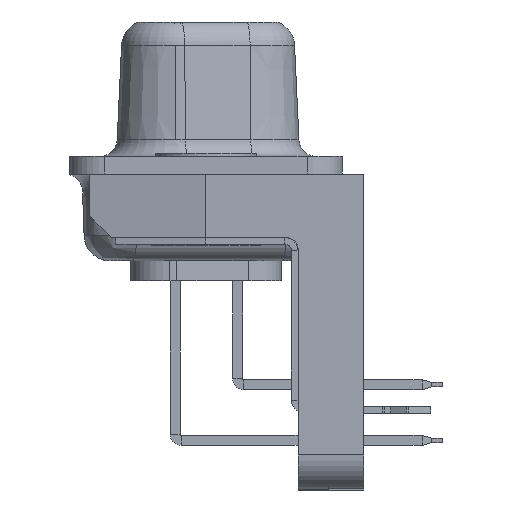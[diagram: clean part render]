
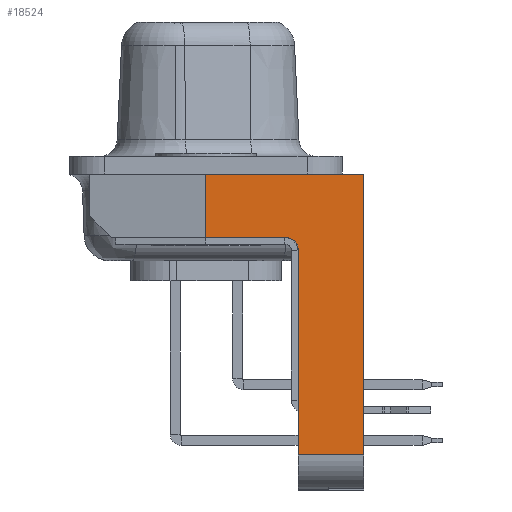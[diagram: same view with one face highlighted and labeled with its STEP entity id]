
A CAD part, left-side view. The second image highlights one B-rep face of the part: STEP entity #18524.
In plain terms, the highlighted planar face has unit normal (-1, 0, 0).
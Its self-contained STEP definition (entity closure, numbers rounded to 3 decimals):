
#509=CIRCLE('',#19697,0.5);
#1073=VERTEX_POINT('',#26281);
#1074=VERTEX_POINT('',#26283);
#1257=VERTEX_POINT('',#26671);
#1258=VERTEX_POINT('',#26672);
#1284=VERTEX_POINT('',#26743);
#1285=VERTEX_POINT('',#26745);
#1361=VERTEX_POINT('',#26973);
#2787=VECTOR('',#21442,1.);
#2971=VECTOR('',#21660,1.);
#3001=VECTOR('',#21709,1.);
#3101=VECTOR('',#21878,1.);
#3102=VECTOR('',#21880,1.);
#3103=VECTOR('',#21881,1.);
#5016=LINE('',#26282,#2787);
#5200=LINE('',#26670,#2971);
#5230=LINE('',#26744,#3001);
#5330=LINE('',#26970,#3101);
#5331=LINE('',#26972,#3102);
#5332=LINE('',#26974,#3103);
#7246=EDGE_CURVE('',#1073,#1074,#5016,.T.);
#7441=EDGE_CURVE('',#1257,#1258,#5200,.T.);
#7451=EDGE_CURVE('',#1074,#1257,#509,.T.);
#7477=EDGE_CURVE('',#1284,#1285,#5230,.T.);
#7591=EDGE_CURVE('',#1285,#1073,#5330,.T.);
#7592=EDGE_CURVE('',#1284,#1361,#5331,.T.);
#7593=EDGE_CURVE('',#1361,#1258,#5332,.T.);
#10588=ORIENTED_EDGE('',*,*,#7591,.F.);
#10589=ORIENTED_EDGE('',*,*,#7477,.F.);
#10590=ORIENTED_EDGE('',*,*,#7592,.T.);
#10591=ORIENTED_EDGE('',*,*,#7593,.T.);
#10592=ORIENTED_EDGE('',*,*,#7441,.F.);
#10593=ORIENTED_EDGE('',*,*,#7451,.F.);
#10594=ORIENTED_EDGE('',*,*,#7246,.F.);
#15906=EDGE_LOOP('',(#10588,#10589,#10590,#10591,#10592,#10593,#10594));
#17229=FACE_BOUND('',#15906,.T.);
#18524=ADVANCED_FACE('',(#17229),#32671,.F.);
#19697=AXIS2_PLACEMENT_3D('',#26690,#21672,#21673);
#19758=AXIS2_PLACEMENT_3D('',#26971,#21879,$);
#21442=DIRECTION('',(0.,0.,1.));
#21660=DIRECTION('',(0.,1.,0.));
#21672=DIRECTION('',(-1.,0.,0.));
#21673=DIRECTION('',(0.,-0.5,0.));
#21709=DIRECTION('',(0.,0.,-1.));
#21878=DIRECTION('',(0.,1.,0.));
#21879=DIRECTION('',(1.,0.,0.));
#21880=DIRECTION('',(0.,1.,0.));
#21881=DIRECTION('',(0.,0.,-1.));
#26281=CARTESIAN_POINT('',(-26.52,-4.2,-13.2));
#26282=CARTESIAN_POINT('',(-26.52,-4.2,-13.2));
#26283=CARTESIAN_POINT('',(-26.52,-4.2,-3.8));
#26670=CARTESIAN_POINT('',(-26.52,-3.7,-3.3));
#26671=CARTESIAN_POINT('',(-26.52,-3.7,-3.3));
#26672=CARTESIAN_POINT('',(-26.52,0.,-3.3));
#26690=CARTESIAN_POINT('',(-26.52,-3.7,-3.8));
#26743=CARTESIAN_POINT('',(-26.52,-7.2,-0.4));
#26744=CARTESIAN_POINT('',(-26.52,-7.2,-0.4));
#26745=CARTESIAN_POINT('',(-26.52,-7.2,-13.2));
#26970=CARTESIAN_POINT('',(-26.52,-7.2,-13.2));
#26971=CARTESIAN_POINT('',(-26.52,-3.6,-6.8));
#26972=CARTESIAN_POINT('',(-26.52,-7.2,-0.4));
#26973=CARTESIAN_POINT('',(-26.52,0.,-0.4));
#26974=CARTESIAN_POINT('',(-26.52,0.,-0.4));
#32671=PLANE('',#19758);
